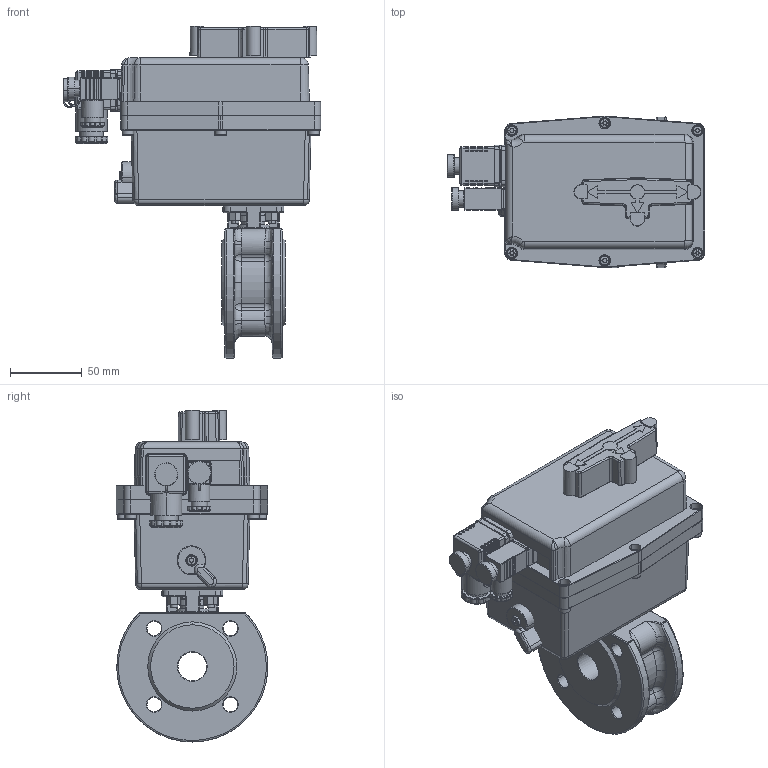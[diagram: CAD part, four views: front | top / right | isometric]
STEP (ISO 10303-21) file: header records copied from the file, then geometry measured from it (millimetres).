
FILE_DESCRIPTION(('HOOPS Exchange Step'),'2;1');
FILE_NAME('EK06_DN20.stp','2025-05-16T15:39:41+02:00',('nieru'),('Unknown organisation'),'HOOPS Exchange 2024.2','HOOPS Exchange','Unknown authorisation');
FILE_SCHEMA( ('AP203_CONFIGURATION_CONTROLLED_3D_DESIGN_OF_MECHANICAL_PARTS_AND_ASSEMBLIES_MIM_LF') );
Length unit declared in the file: millimetre
Products named in the file (5): 0; root
Assembly tree (4 placements, depth 4):
  root
    0
      0
        0
        0
Bounding box: 178.79 x 105.28 x 230.83 mm (x, y, z)
Volume: 1397700.8 mm3; surface area: 212117.8 mm2
Topology: 49 solids, 49 shells, 2869 faces, 7097 edges, 4315 vertices
Faces by surface type: cylinder 1049, plane 681, bspline 480, torus 425, cone 168, sphere 58, offset 8
Full cylindrical faces by diameter (mm): 3.5 x6, 7 x1, 7.825 x1, 8 x6, 11 x1, 11.516 x1, 13.97 x1, 14.894 x1, 16.1 x1, 16.5 x1, 20 x1, 57.162 x1, 61 x1
Entity records: 149966 total; most frequent: CARTESIAN_POINT 85733, ORIENTED_EDGE 14080, DIRECTION 12384, EDGE_CURVE 7040, AXIS2_PLACEMENT_3D 4939, VERTEX_POINT 4315, EDGE_LOOP 3003, FACE_BOUND 3003
